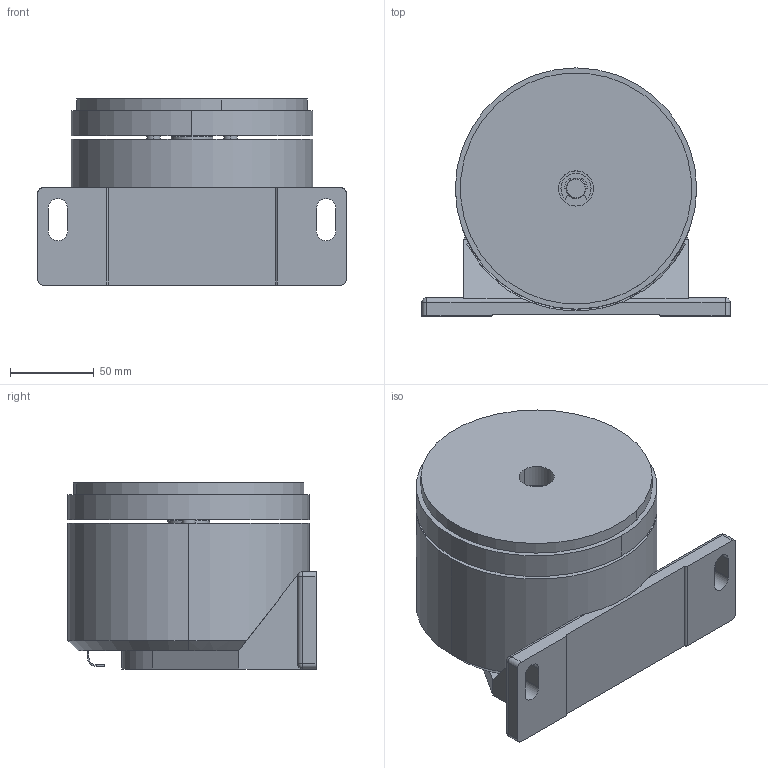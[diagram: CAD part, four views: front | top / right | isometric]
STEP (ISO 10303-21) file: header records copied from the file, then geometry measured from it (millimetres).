
FILE_DESCRIPTION (( 'STEP AP203' ), '1' );
FILE_NAME ('NGB-40(Web—p).STEP', '2025-12-22T01:10:26', ( '' ), ( '' ), 'SwSTEP 2.0', 'SolidWorks 2024', '' );
FILE_SCHEMA (( 'CONFIG_CONTROL_DESIGN' ));
Length unit declared in the file: millimetre
Products named in the file (1): NGB-40(Web用)
Bounding box: 184 x 148 x 111 mm (x, y, z)
Volume: 1791470.8 mm3; surface area: 144721.8 mm2
Topology: 1 solids, 1 shells, 225 faces, 549 edges, 335 vertices
Faces by surface type: plane 98, cylinder 92, cone 21, torus 10, sphere 4
Entity records: 6647 total; most frequent: DIRECTION 1236, CARTESIAN_POINT 1128, ORIENTED_EDGE 1078, EDGE_CURVE 539, AXIS2_PLACEMENT_3D 477, VERTEX_POINT 335, LINE 282, VECTOR 282
